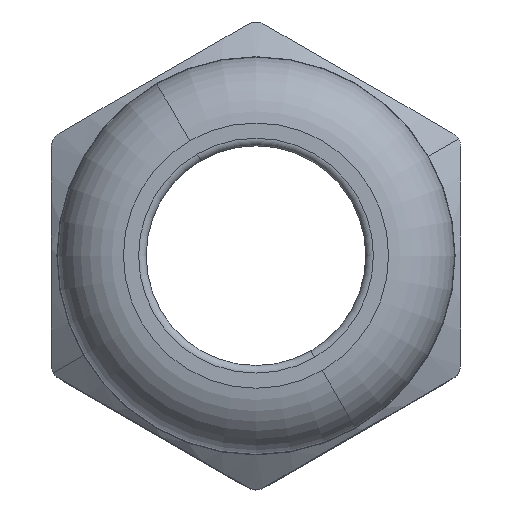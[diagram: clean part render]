
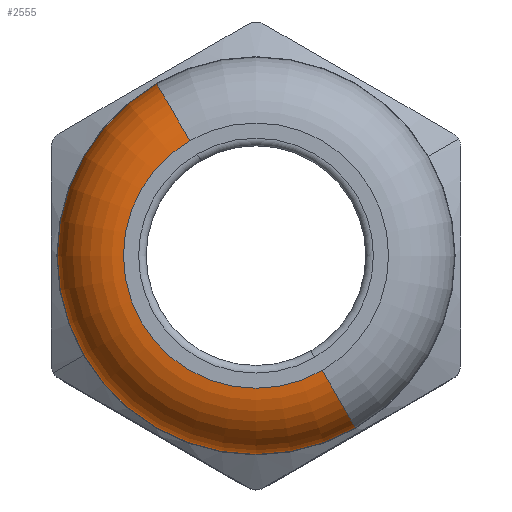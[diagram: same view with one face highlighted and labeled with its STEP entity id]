
A CAD part, top view. The second image highlights one B-rep face of the part: STEP entity #2555.
In plain terms, the highlighted toroidal (fillet/blend) face has major radius 8.375 mm and minor radius 4.725 mm.
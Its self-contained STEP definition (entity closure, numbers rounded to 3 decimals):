
#2440=AXIS2_PLACEMENT_3D('Circle Axis2P3D',#2438,#2439,$) ;
#2478=AXIS2_PLACEMENT_3D('Circle Axis2P3D',#2476,#2477,$) ;
#2504=AXIS2_PLACEMENT_3D('Circle Axis2P3D',#2502,#2503,$) ;
#2525=AXIS2_PLACEMENT_3D('Circle Axis2P3D',#2523,#2524,$) ;
#2541=AXIS2_PLACEMENT_3D('Torus Axis2P3D',#2538,#2539,#2540) ;
#2545=AXIS2_PLACEMENT_3D('Circle Axis2P3D',#2543,#2544,$) ;
#2435=CARTESIAN_POINT('Vertex',(20.05,4.089,36.29)) ;
#2438=CARTESIAN_POINT('Axis2P3D Location',(13.5,15.434,36.29)) ;
#2442=CARTESIAN_POINT('Vertex',(2.155,8.884,36.29)) ;
#2476=CARTESIAN_POINT('Axis2P3D Location',(13.5,15.434,36.29)) ;
#2480=CARTESIAN_POINT('Vertex',(6.95,26.779,36.29)) ;
#2502=CARTESIAN_POINT('Axis2P3D Location',(9.312,22.687,36.29)) ;
#2506=CARTESIAN_POINT('Vertex',(9.125,23.011,41.)) ;
#2520=CARTESIAN_POINT('Vertex',(17.875,7.856,41.)) ;
#2523=CARTESIAN_POINT('Axis2P3D Location',(17.688,8.181,36.29)) ;
#2538=CARTESIAN_POINT('Axis2P3D Location',(13.5,15.434,36.29)) ;
#2543=CARTESIAN_POINT('Axis2P3D Location',(13.5,15.434,41.)) ;
#2439=DIRECTION('Axis2P3D Direction',(0.,0.,-1.)) ;
#2477=DIRECTION('Axis2P3D Direction',(0.,0.,-1.)) ;
#2503=DIRECTION('Axis2P3D Direction',(-0.866,-0.5,0.)) ;
#2524=DIRECTION('Axis2P3D Direction',(0.866,0.5,0.)) ;
#2539=DIRECTION('Axis2P3D Direction',(0.,0.,-1.)) ;
#2540=DIRECTION('Axis2P3D XDirection',(0.5,-0.866,0.)) ;
#2544=DIRECTION('Axis2P3D Direction',(0.,0.,-1.)) ;
#2549=ORIENTED_EDGE('',*,*,#2508,.T.) ;
#2550=ORIENTED_EDGE('',*,*,#2482,.F.) ;
#2551=ORIENTED_EDGE('',*,*,#2444,.F.) ;
#2552=ORIENTED_EDGE('',*,*,#2527,.T.) ;
#2553=ORIENTED_EDGE('',*,*,#2547,.T.) ;
#2555=ADVANCED_FACE('VG_16_DG\\Hauptk\X2\00F6\X0\rper',(#2554),#2542,.T.) ;
#2441=CIRCLE('generated circle',#2440,13.1) ;
#2479=CIRCLE('generated circle',#2478,13.1) ;
#2505=CIRCLE('generated circle',#2504,4.725) ;
#2526=CIRCLE('generated circle',#2525,4.725) ;
#2546=CIRCLE('generated circle',#2545,8.75) ;
#2542=TOROIDAL_SURFACE('homeo Torus',#2541,8.375,4.725) ;
#2444=EDGE_CURVE('',#2436,#2443,#2441,.T.) ;
#2482=EDGE_CURVE('',#2443,#2481,#2479,.T.) ;
#2508=EDGE_CURVE('',#2507,#2481,#2505,.T.) ;
#2527=EDGE_CURVE('',#2436,#2521,#2526,.F.) ;
#2547=EDGE_CURVE('',#2521,#2507,#2546,.T.) ;
#2548=EDGE_LOOP('',(#2549,#2550,#2551,#2552,#2553)) ;
#2554=FACE_OUTER_BOUND('',#2548,.T.) ;
#2436=VERTEX_POINT('',#2435) ;
#2443=VERTEX_POINT('',#2442) ;
#2481=VERTEX_POINT('',#2480) ;
#2507=VERTEX_POINT('',#2506) ;
#2521=VERTEX_POINT('',#2520) ;
